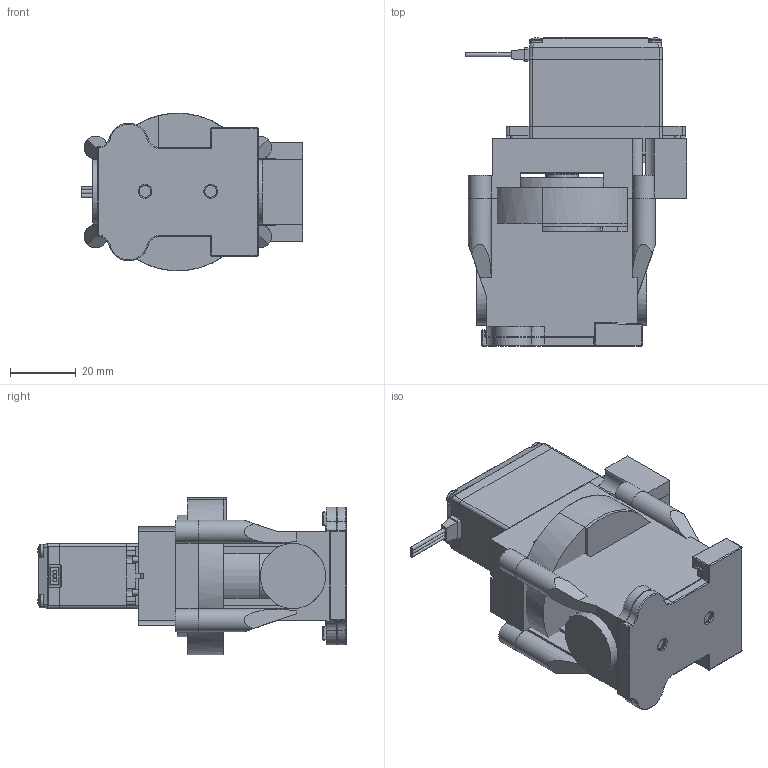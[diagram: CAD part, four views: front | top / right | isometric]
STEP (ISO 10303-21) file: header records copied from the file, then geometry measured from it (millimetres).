
FILE_DESCRIPTION(/* description */ (''),/* implementation_level */ '2;1');
FILE_NAME(/* name */ 'Kugelhahn_Grundplatte_6mm+10mm(neu)_v4.step',/* time_stamp */ '2025-03-29T16:12:30+01:00',/* author */ (''),/* organization */ (''),/* preprocessor_version */ 'ST-DEVELOPER v20.1',/* originating_system */ 'Autodesk Translation Framework v14.4.0.0',/* authorisation */ '');
FILE_SCHEMA (('AUTOMOTIVE_DESIGN { 1 0 10303 214 3 1 1 }'));
Length unit declared in the file: millimetre
Products named in the file (13): Kugelhahn_Grundplatte_6mm+10mm(neu); Kugelhahn10mm; Kugelhahn; TOWER PRO MG-995, ANALOG SERVO v1; TOWER PRO MG-995, ANALOG SERVO, BODY, TOP; TOWER PRO MG-995, ANALOG SERVO, BODY, MIDDLE; TOWER PRO MG-995, ANALOG SERVO, BODY, BOTTOM; TOWER PRO MG-995, ANALOG SERVO, CONNECTOR; TOWER PRO MG-995, ANALOG SERVO, SHAFT; pan cross head_am_B18.6.7M - M2 x 0; Dreher; Deckel; Unterteil
Assembly tree (15 placements, depth 4):
  Kugelhahn_Grundplatte_6mm+10mm(neu)
    Kugelhahn10mm
      Kugelhahn
      TOWER PRO MG-995, ANALOG SERVO v1
        TOWER PRO MG-995, ANALOG SERVO, BODY, TOP
        TOWER PRO MG-995, ANALOG SERVO, BODY, MIDDLE
        TOWER PRO MG-995, ANALOG SERVO, BODY, BOTTOM
        TOWER PRO MG-995, ANALOG SERVO, CONNECTOR
        TOWER PRO MG-995, ANALOG SERVO, SHAFT
        pan cross head_am_B18.6.7M - M2 x 0  x4
      Dreher
      Deckel
      Unterteil
Bounding box: 67.4 x 93.88 x 48 mm (x, y, z)
Volume: 130528.6 mm3; surface area: 65179.7 mm2
Topology: 34 solids, 34 shells, 903 faces, 2198 edges, 1379 vertices
Faces by surface type: plane 473, cylinder 276, cone 56, torus 40, bspline 32, sphere 26
Full cylindrical faces by diameter (mm): 1.2 x3, 1.4 x2, 1.6 x1, 1.8 x8, 2 x4, 2.2 x4, 2.8 x2, 2.828 x6, 3.4 x1, 3.6 x2, 4 x6, 5.3 x1, 5.6 x1, 6 x2, 6.5 x4, 10 x1, 11.2 x1, 12.8 x1, 13.6 x1, 17.4 x2, 18.1 x2, 19.8 x2, 23.4 x1, 35 x2, 37 x1, 48 x1
Entity records: 26422 total; most frequent: CARTESIAN_POINT 5562, DIRECTION 4436, ORIENTED_EDGE 4176, EDGE_CURVE 2088, AXIS2_PLACEMENT_3D 1649, VERTEX_POINT 1316, LINE 1138, VECTOR 1138
